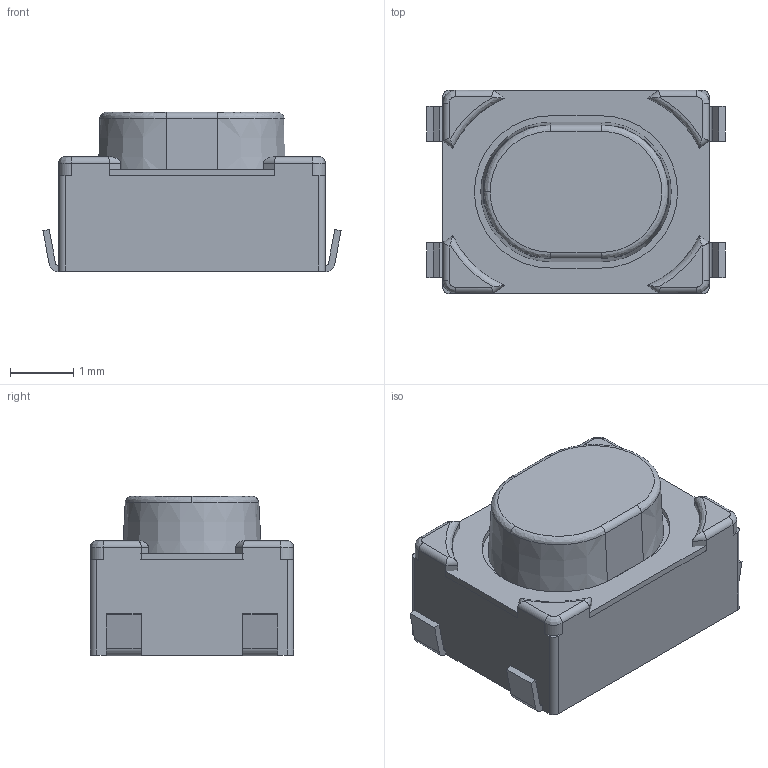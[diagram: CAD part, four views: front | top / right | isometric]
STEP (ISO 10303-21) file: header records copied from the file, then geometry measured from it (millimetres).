
FILE_DESCRIPTION (( 'STEP AP203' ), '1' );
FILE_NAME ('KEY-SMD_4P-L4.2-W3.2-P2.20-LS4.6.STEP', '2022-05-22T04:17:01', ( '' ), ( '' ), 'SwSTEP 2.0', 'SolidWorks 2022', '' );
FILE_SCHEMA (( 'CONFIG_CONTROL_DESIGN' ));
Length unit declared in the file: millimetre
Products named in the file (3): COMPOUND; KEY-SMD_4P-L4.2-W3.2-P2.20-LS4.6; COMPOUND_2
Assembly tree (2 placements, depth 2):
  KEY-SMD_4P-L4.2-W3.2-P2.20-LS4.6
    COMPOUND_2
    COMPOUND
Bounding box: 4.7 x 3.2 x 2.51 mm (x, y, z)
Volume: 26.7 mm3; surface area: 76.8 mm2
Topology: 2 solids, 2 shells, 182 faces, 480 edges, 310 vertices
Faces by surface type: plane 114, cylinder 41, bspline 25, cone 2
Entity records: 6766 total; most frequent: CARTESIAN_POINT 2121, ORIENTED_EDGE 960, DIRECTION 813, EDGE_CURVE 480, LINE 361, VECTOR 361, VERTEX_POINT 310, AXIS2_PLACEMENT_3D 226
